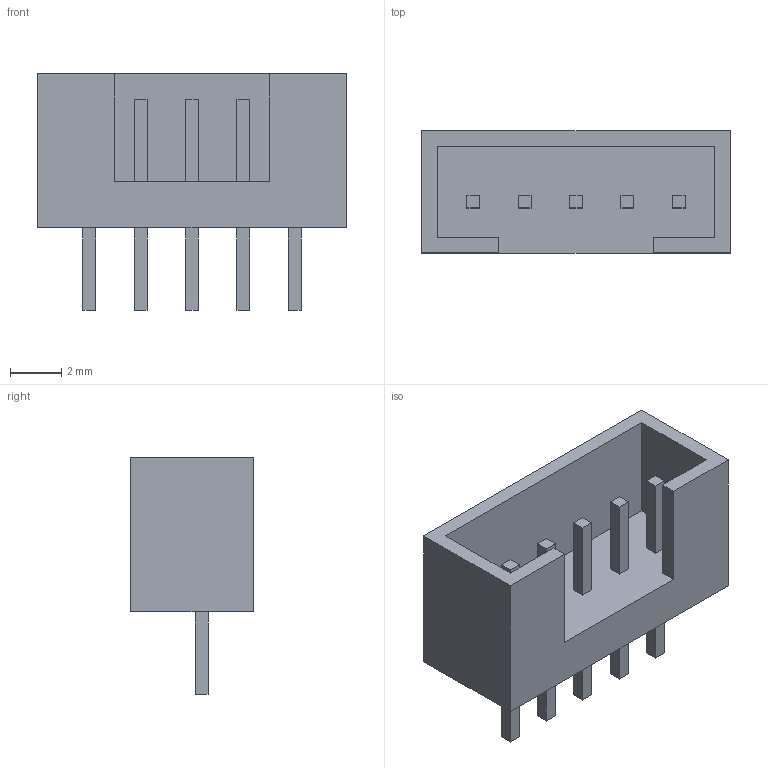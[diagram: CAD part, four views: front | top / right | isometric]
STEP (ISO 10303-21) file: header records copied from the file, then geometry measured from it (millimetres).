
FILE_DESCRIPTION (( 'STEP AP214' ), '1' );
FILE_NAME ('Conn_WB-05(MW-5M).STEP', '2018-02-26T21:03:08', ( '' ), ( '' ), 'SwSTEP 2.0', 'SolidWorks 2018', '' );
FILE_SCHEMA (( 'AUTOMOTIVE_DESIGN' ));
Length unit declared in the file: millimetre
Products named in the file (1): Conn_WB-05(MW-5M)
Bounding box: 12 x 4.75 x 9.2 mm (x, y, z)
Volume: 173.9 mm3; surface area: 454.2 mm2
Topology: 1 solids, 1 shells, 64 faces, 156 edges, 104 vertices
Faces by surface type: plane 64
Entity records: 2578 total; most frequent: CARTESIAN_POINT 325, ORIENTED_EDGE 312, DIRECTION 286, VECTOR 156, EDGE_CURVE 156, LINE 156, VERTEX_POINT 104, EDGE_LOOP 74
